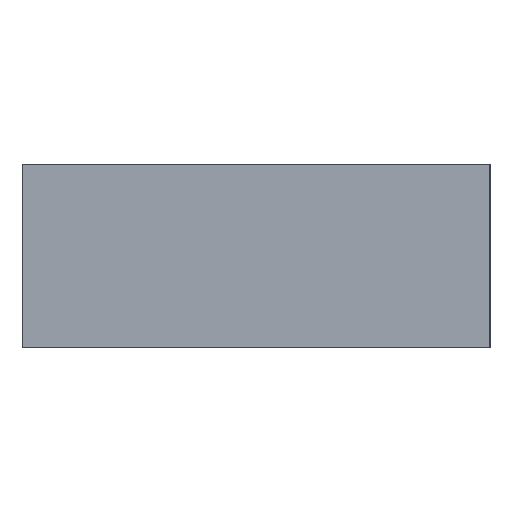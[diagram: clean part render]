
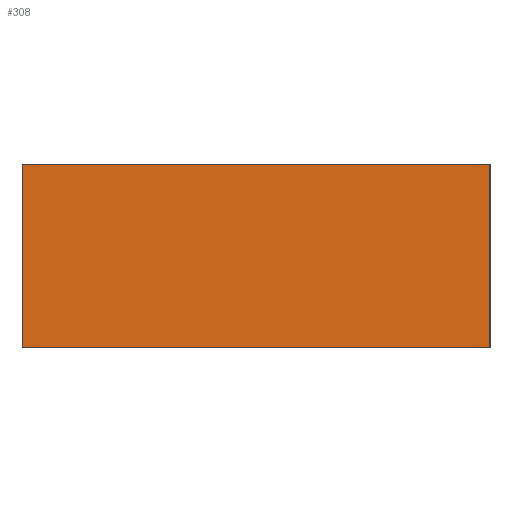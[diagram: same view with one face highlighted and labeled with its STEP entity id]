
A CAD part, left-side view. The second image highlights one B-rep face of the part: STEP entity #308.
In plain terms, the highlighted planar face has unit normal (-1, 0, 0).
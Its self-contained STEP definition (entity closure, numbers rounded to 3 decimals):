
#53=FACE_OUTER_BOUND('',#70,.T.);
#70=EDGE_LOOP('',(#259,#260,#261,#262));
#98=LINE('',#467,#127);
#109=LINE('',#508,#138);
#110=LINE('',#511,#139);
#111=LINE('',#512,#140);
#127=VECTOR('',#378,10.);
#138=VECTOR('',#423,10.);
#139=VECTOR('',#426,10.);
#140=VECTOR('',#427,10.);
#152=VERTEX_POINT('',#464);
#153=VERTEX_POINT('',#466);
#166=VERTEX_POINT('',#506);
#167=VERTEX_POINT('',#510);
#182=EDGE_CURVE('',#152,#153,#98,.T.);
#203=EDGE_CURVE('',#166,#153,#109,.T.);
#204=EDGE_CURVE('',#166,#167,#110,.T.);
#205=EDGE_CURVE('',#167,#152,#111,.T.);
#259=ORIENTED_EDGE('',*,*,#204,.F.);
#260=ORIENTED_EDGE('',*,*,#203,.T.);
#261=ORIENTED_EDGE('',*,*,#182,.F.);
#262=ORIENTED_EDGE('',*,*,#205,.F.);
#292=PLANE('',#348);
#308=ADVANCED_FACE('',(#53),#292,.T.);
#348=AXIS2_PLACEMENT_3D('',#509,#424,#425);
#378=DIRECTION('',(0.,1.,0.));
#423=DIRECTION('',(0.,0.,-1.));
#424=DIRECTION('center_axis',(-1.,0.,0.));
#425=DIRECTION('ref_axis',(0.,1.,0.));
#426=DIRECTION('',(0.,-1.,0.));
#427=DIRECTION('',(0.,0.,-1.));
#464=CARTESIAN_POINT('',(-22.5,-47.,44.5));
#466=CARTESIAN_POINT('',(-22.5,-33.,44.5));
#467=CARTESIAN_POINT('',(-22.5,-47.,44.5));
#506=CARTESIAN_POINT('',(-22.5,-33.,50.));
#508=CARTESIAN_POINT('',(-22.5,-33.,50.));
#509=CARTESIAN_POINT('Origin',(-22.5,-47.,50.));
#510=CARTESIAN_POINT('',(-22.5,-47.,50.));
#511=CARTESIAN_POINT('',(-22.5,-33.,50.));
#512=CARTESIAN_POINT('',(-22.5,-47.,50.));
